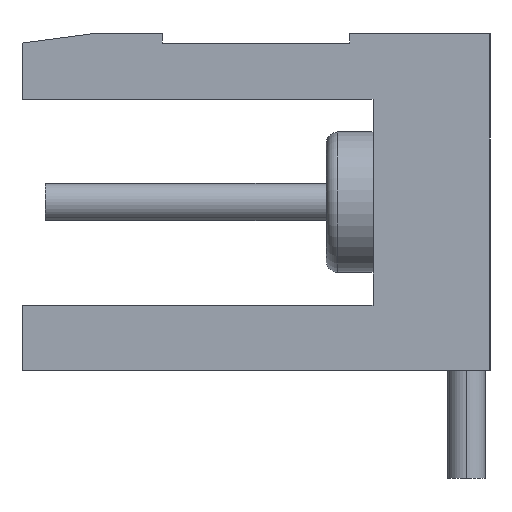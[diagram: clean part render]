
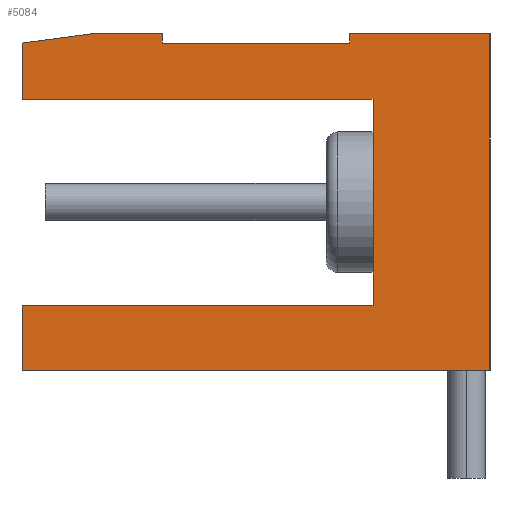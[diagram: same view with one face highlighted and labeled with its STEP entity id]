
A CAD part, left-side view. The second image highlights one B-rep face of the part: STEP entity #5084.
In plain terms, the highlighted planar face has unit normal (-1, 0, 0).
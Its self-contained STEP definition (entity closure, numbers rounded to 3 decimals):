
#221 = ORIENTED_EDGE ( 'NONE', *, *, #3712, .F. ) ;
#234 = ORIENTED_EDGE ( 'NONE', *, *, #3718, .T. ) ;
#242 = ORIENTED_EDGE ( 'NONE', *, *, #3717, .T. ) ;
#243 = ORIENTED_EDGE ( 'NONE', *, *, #3699, .T. ) ;
#252 = ORIENTED_EDGE ( 'NONE', *, *, #539, .F. ) ;
#253 = ORIENTED_EDGE ( 'NONE', *, *, #3713, .T. ) ;
#293 = ORIENTED_EDGE ( 'NONE', *, *, #3711, .T. ) ;
#296 = ORIENTED_EDGE ( 'NONE', *, *, #3716, .F. ) ;
#299 = ORIENTED_EDGE ( 'NONE', *, *, #3715, .T. ) ;
#318 = ORIENTED_EDGE ( 'NONE', *, *, #3714, .T. ) ;
#358 = ORIENTED_EDGE ( 'NONE', *, *, #3694, .T. ) ;
#370 = ORIENTED_EDGE ( 'NONE', *, *, #3719, .F. ) ;
#423 = ORIENTED_EDGE ( 'NONE', *, *, #3707, .F. ) ;
#539 = EDGE_CURVE ( 'NONE', #1441, #1442, #4370, .T. ) ;
#1329 = EDGE_LOOP ( 'NONE', ( #252, #358, #243, #293, #221, #423, #253, #318, #299, #296, #242, #234, #370 ) ) ;
#1441 = VERTEX_POINT ( 'NONE', #5611 ) ;
#1442 = VERTEX_POINT ( 'NONE', #5617 ) ;
#1508 = VERTEX_POINT ( 'NONE', #5091 ) ;
#1512 = VERTEX_POINT ( 'NONE', #5375 ) ;
#1513 = VERTEX_POINT ( 'NONE', #5373 ) ;
#1515 = VERTEX_POINT ( 'NONE', #5370 ) ;
#1517 = VERTEX_POINT ( 'NONE', #5372 ) ;
#1518 = VERTEX_POINT ( 'NONE', #5371 ) ;
#1519 = VERTEX_POINT ( 'NONE', #5374 ) ;
#1520 = VERTEX_POINT ( 'NONE', #5376 ) ;
#1521 = VERTEX_POINT ( 'NONE', #5380 ) ;
#1522 = VERTEX_POINT ( 'NONE', #5366 ) ;
#1523 = VERTEX_POINT ( 'NONE', #5378 ) ;
#1701 = FACE_OUTER_BOUND ( 'NONE', #1329, .T. ) ;
#2019 = CARTESIAN_POINT ( 'NONE',  ( 0., 2.5, 1.4 ) ) ;
#2020 = DIRECTION ( 'NONE',  ( 0., 1., 0. ) ) ;
#2030 = CARTESIAN_POINT ( 'NONE',  ( 0., 10., 7.2 ) ) ;
#2031 = DIRECTION ( 'NONE',  ( 0., 0., -1. ) ) ;
#2053 = CARTESIAN_POINT ( 'NONE',  ( 0., 10., 7.2 ) ) ;
#2054 = DIRECTION ( 'NONE',  ( 0., -1., 0. ) ) ;
#2061 = CARTESIAN_POINT ( 'NONE',  ( 0., 10., 0. ) ) ;
#2062 = DIRECTION ( 'NONE',  ( 0., -1., 0. ) ) ;
#2063 = CARTESIAN_POINT ( 'NONE',  ( 0., 0., 7.2 ) ) ;
#2064 = DIRECTION ( 'NONE',  ( 0., 0., -1. ) ) ;
#2065 = CARTESIAN_POINT ( 'NONE',  ( 0., 3., 8.177 ) ) ;
#2066 = DIRECTION ( 'NONE',  ( 0., 0., -1. ) ) ;
#2067 = CARTESIAN_POINT ( 'NONE',  ( 0., 3., 7. ) ) ;
#2068 = DIRECTION ( 'NONE',  ( 0., 1., 0. ) ) ;
#2069 = CARTESIAN_POINT ( 'NONE',  ( 0., 7., 7. ) ) ;
#2070 = DIRECTION ( 'NONE',  ( 0., 0., 1. ) ) ;
#2071 = CARTESIAN_POINT ( 'NONE',  ( 0., 10., 7.2 ) ) ;
#2072 = DIRECTION ( 'NONE',  ( 0., -1., 0. ) ) ;
#2073 = CARTESIAN_POINT ( 'NONE',  ( 0., 10., 7. ) ) ;
#2074 = DIRECTION ( 'NONE',  ( 0., 0.991, -0.132 ) ) ;
#2075 = CARTESIAN_POINT ( 'NONE',  ( 0., 10., 7.2 ) ) ;
#2076 = DIRECTION ( 'NONE',  ( 0., 0., -1. ) ) ;
#2077 = CARTESIAN_POINT ( 'NONE',  ( 0., 2.5, 5.8 ) ) ;
#2078 = DIRECTION ( 'NONE',  ( 0., 1., 0. ) ) ;
#2394 = PLANE ( 'NONE',  #4146 ) ;
#2395 = CARTESIAN_POINT ( 'NONE',  ( 0., 10., 7.2 ) ) ;
#2396 = DIRECTION ( 'NONE',  ( 1., 0., 0. ) ) ;
#2397 = DIRECTION ( 'NONE',  ( 0., 1., 0. ) ) ;
#2844 = VECTOR ( 'NONE', #5825, 1000. ) ;
#3264 = VECTOR ( 'NONE', #2020, 1000. ) ;
#3271 = VECTOR ( 'NONE', #2031, 1000. ) ;
#3284 = VECTOR ( 'NONE', #2054, 1000. ) ;
#3288 = VECTOR ( 'NONE', #2062, 1000. ) ;
#3289 = VECTOR ( 'NONE', #2064, 1000. ) ;
#3485 = VECTOR ( 'NONE', #2068, 1000. ) ;
#3694 = EDGE_CURVE ( 'NONE', #1441, #1508, #4715, .T. ) ;
#3699 = EDGE_CURVE ( 'NONE', #1508, #1512, #4719, .T. ) ;
#3707 = EDGE_CURVE ( 'NONE', #1513, #1515, #4720, .T. ) ;
#3711 = EDGE_CURVE ( 'NONE', #1512, #1517, #4724, .T. ) ;
#3712 = EDGE_CURVE ( 'NONE', #1515, #1517, #4725, .T. ) ;
#3713 = EDGE_CURVE ( 'NONE', #1513, #1518, #4726, .T. ) ;
#3714 = EDGE_CURVE ( 'NONE', #1518, #1519, #4727, .T. ) ;
#3715 = EDGE_CURVE ( 'NONE', #1519, #1520, #4728, .T. ) ;
#3716 = EDGE_CURVE ( 'NONE', #1521, #1520, #4729, .T. ) ;
#3717 = EDGE_CURVE ( 'NONE', #1521, #1522, #4730, .T. ) ;
#3718 = EDGE_CURVE ( 'NONE', #1522, #1523, #4731, .T. ) ;
#3719 = EDGE_CURVE ( 'NONE', #1442, #1523, #4732, .T. ) ;
#4029 = VECTOR ( 'NONE', #2070, 1000. ) ;
#4030 = VECTOR ( 'NONE', #2072, 1000. ) ;
#4031 = VECTOR ( 'NONE', #2074, 1000. ) ;
#4032 = VECTOR ( 'NONE', #2076, 1000. ) ;
#4033 = VECTOR ( 'NONE', #2078, 1000. ) ;
#4146 = AXIS2_PLACEMENT_3D ( 'NONE', #2395, #2396, #2397 ) ;
#4370 = LINE ( 'NONE', #5826, #2844 ) ;
#4715 = LINE ( 'NONE', #2019, #3264 ) ;
#4719 = LINE ( 'NONE', #2030, #3271 ) ;
#4720 = LINE ( 'NONE', #2053, #3284 ) ;
#4724 = LINE ( 'NONE', #2061, #3288 ) ;
#4725 = LINE ( 'NONE', #2063, #3289 ) ;
#4726 = LINE ( 'NONE', #2065, #5980 ) ;
#4727 = LINE ( 'NONE', #2067, #3485 ) ;
#4728 = LINE ( 'NONE', #2069, #4029 ) ;
#4729 = LINE ( 'NONE', #2071, #4030 ) ;
#4730 = LINE ( 'NONE', #2073, #4031 ) ;
#4731 = LINE ( 'NONE', #2075, #4032 ) ;
#4732 = LINE ( 'NONE', #2077, #4033 ) ;
#5084 = ADVANCED_FACE ( 'NONE', ( #1701 ), #2394, .F. ) ;
#5091 = CARTESIAN_POINT ( 'NONE',  ( 0., 10., 1.4 ) ) ;
#5366 = CARTESIAN_POINT ( 'NONE',  ( 0., 10., 7. ) ) ;
#5370 = CARTESIAN_POINT ( 'NONE',  ( 0., 0., 7.2 ) ) ;
#5371 = CARTESIAN_POINT ( 'NONE',  ( 0., 3., 7. ) ) ;
#5372 = CARTESIAN_POINT ( 'NONE',  ( 0., 0., 0. ) ) ;
#5373 = CARTESIAN_POINT ( 'NONE',  ( 0., 3., 7.2 ) ) ;
#5374 = CARTESIAN_POINT ( 'NONE',  ( 0., 7., 7. ) ) ;
#5375 = CARTESIAN_POINT ( 'NONE',  ( 0., 10., 0. ) ) ;
#5376 = CARTESIAN_POINT ( 'NONE',  ( 0., 7., 7.2 ) ) ;
#5378 = CARTESIAN_POINT ( 'NONE',  ( 0., 10., 5.8 ) ) ;
#5380 = CARTESIAN_POINT ( 'NONE',  ( 0., 8.5, 7.2 ) ) ;
#5611 = CARTESIAN_POINT ( 'NONE',  ( 0., 2.5, 1.4 ) ) ;
#5617 = CARTESIAN_POINT ( 'NONE',  ( 0., 2.5, 5.8 ) ) ;
#5825 = DIRECTION ( 'NONE',  ( 0., 0., 1. ) ) ;
#5826 = CARTESIAN_POINT ( 'NONE',  ( 0., 2.5, 3.5 ) ) ;
#5980 = VECTOR ( 'NONE', #2066, 1000. ) ;
